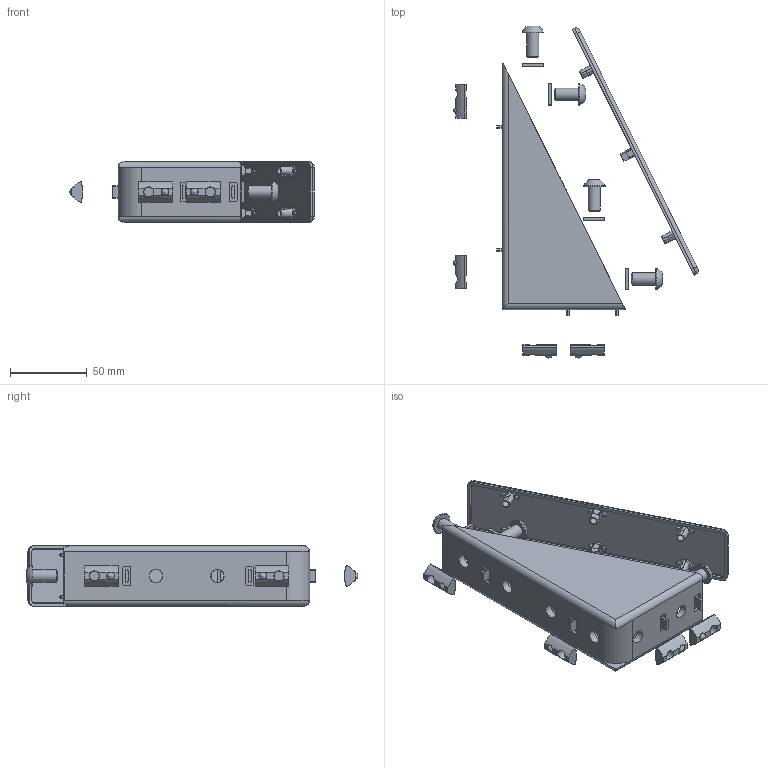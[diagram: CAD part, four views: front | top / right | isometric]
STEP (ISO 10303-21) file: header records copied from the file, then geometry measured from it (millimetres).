
FILE_DESCRIPTION( ( 'STEP AP203' ), '1' );
FILE_NAME( '093W408N08S01.stp', '2021-11-22T12:04:56', ( 'License CC BY-ND 4.0' ), ( 'CADENAS' ), ' ', 'PARTsolutions', ' ' );
FILE_SCHEMA( ( 'CONFIG_CONTROL_DESIGN' ) );
Length unit declared in the file: millimetre
Products named in the file (6): 093W408N08S01; _093W408N08S011; _093W408N08S01_2; _093W408N08S013; _093W408N08S01_5; _093W408N08S01_4
Assembly tree (14 placements, depth 2):
  093W408N08S01
    _093W408N08S011
    _093W408N08S01_2
    _093W408N08S013  x4
    _093W408N08S01_5  x4
    _093W408N08S01_4  x4
Bounding box: 159 x 215.8 x 39.5 mm (x, y, z)
Volume: 105364.1 mm3; surface area: 75790 mm2
Topology: 14 solids, 14 shells, 748 faces, 2082 edges, 1394 vertices
Faces by surface type: plane 400, cylinder 270, cone 46, torus 18, sphere 8, bspline 6
Full cylindrical faces by diameter (mm): 5.06 x4, 6.6 x6, 6.647 x4, 8 x4, 9.4 x4, 14 x4
Entity records: 20960 total; most frequent: CARTESIAN_POINT 5148, ORIENTED_EDGE 3358, DIRECTION 3124, EDGE_CURVE 1679, VERTEX_POINT 1146, AXIS2_PLACEMENT_3D 1121, LINE 882, VECTOR 882
